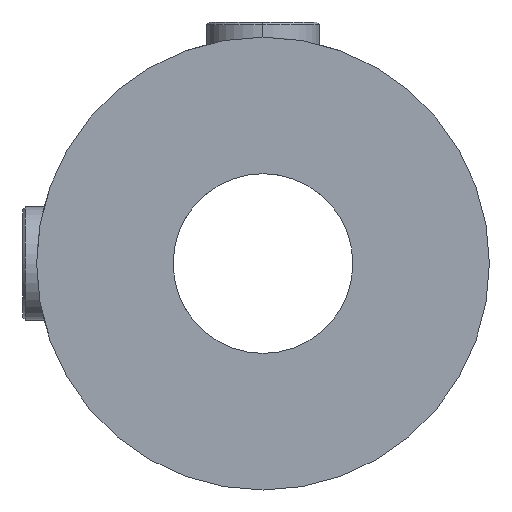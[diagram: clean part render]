
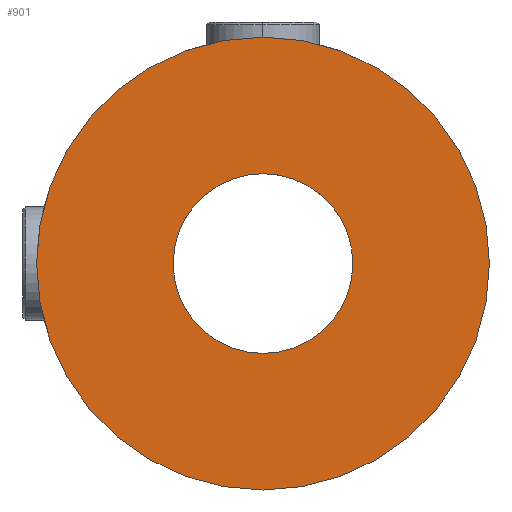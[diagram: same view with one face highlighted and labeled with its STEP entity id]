
A CAD part, left-side view. The second image highlights one B-rep face of the part: STEP entity #901.
In plain terms, the highlighted planar face has unit normal (-1, 0, 0).
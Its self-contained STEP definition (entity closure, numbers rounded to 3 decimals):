
#190 = DIRECTION ( 'NONE',  ( 1., 0., 0. ) ) ;
#220 = ORIENTED_EDGE ( 'NONE', *, *, #2890, .F. ) ;
#222 = AXIS2_PLACEMENT_3D ( 'NONE', #985, #3612, #1555 ) ;
#534 = EDGE_CURVE ( 'NONE', #835, #2410, #2886, .T. ) ;
#770 = CARTESIAN_POINT ( 'NONE',  ( 0., 0., 8. ) ) ;
#785 = DIRECTION ( 'NONE',  ( 0., 0., -1. ) ) ;
#835 = VERTEX_POINT ( 'NONE', #770 ) ;
#893 = DIRECTION ( 'NONE',  ( 0., 0., -1. ) ) ;
#901 = ADVANCED_FACE ( 'NONE', ( #2307, #1859 ), #5586, .T. ) ;
#985 = CARTESIAN_POINT ( 'NONE',  ( 0., 0., 0. ) ) ;
#1035 = DIRECTION ( 'NONE',  ( 0., 0., 1. ) ) ;
#1243 = CARTESIAN_POINT ( 'NONE',  ( 0., 0., -3.175 ) ) ;
#1262 = DIRECTION ( 'NONE',  ( 1., 0., 0. ) ) ;
#1332 = VERTEX_POINT ( 'NONE', #1243 ) ;
#1511 = EDGE_CURVE ( 'NONE', #1332, #4938, #2096, .T. ) ;
#1555 = DIRECTION ( 'NONE',  ( 0., 0., -1. ) ) ;
#1859 = FACE_OUTER_BOUND ( 'NONE', #2197, .T. ) ;
#1899 = CIRCLE ( 'NONE', #4950, 8. ) ;
#2096 = CIRCLE ( 'NONE', #5646, 3.175 ) ;
#2197 = EDGE_LOOP ( 'NONE', ( #220, #5478 ) ) ;
#2307 = FACE_BOUND ( 'NONE', #2629, .T. ) ;
#2410 = VERTEX_POINT ( 'NONE', #5663 ) ;
#2524 = CIRCLE ( 'NONE', #4122, 3.175 ) ;
#2563 = CARTESIAN_POINT ( 'NONE',  ( 0., 0., 0. ) ) ;
#2629 = EDGE_LOOP ( 'NONE', ( #3864, #5764 ) ) ;
#2765 = DIRECTION ( 'NONE',  ( 1., 0., 0. ) ) ;
#2867 = CARTESIAN_POINT ( 'NONE',  ( 0., 0., 3.175 ) ) ;
#2886 = CIRCLE ( 'NONE', #222, 8. ) ;
#2890 = EDGE_CURVE ( 'NONE', #2410, #835, #1899, .T. ) ;
#3251 = CARTESIAN_POINT ( 'NONE',  ( 0., 0., 0. ) ) ;
#3291 = AXIS2_PLACEMENT_3D ( 'NONE', #5617, #5810, #1035 ) ;
#3612 = DIRECTION ( 'NONE',  ( 1., 0., 0. ) ) ;
#3864 = ORIENTED_EDGE ( 'NONE', *, *, #1511, .T. ) ;
#4122 = AXIS2_PLACEMENT_3D ( 'NONE', #3251, #1262, #893 ) ;
#4938 = VERTEX_POINT ( 'NONE', #2867 ) ;
#4950 = AXIS2_PLACEMENT_3D ( 'NONE', #5115, #2765, #785 ) ;
#5029 = DIRECTION ( 'NONE',  ( 0., 0., -1. ) ) ;
#5115 = CARTESIAN_POINT ( 'NONE',  ( 0., 0., 0. ) ) ;
#5478 = ORIENTED_EDGE ( 'NONE', *, *, #534, .F. ) ;
#5586 = PLANE ( 'NONE',  #3291 ) ;
#5617 = CARTESIAN_POINT ( 'NONE',  ( 0., 3.175, 0. ) ) ;
#5646 = AXIS2_PLACEMENT_3D ( 'NONE', #2563, #190, #5029 ) ;
#5663 = CARTESIAN_POINT ( 'NONE',  ( 0., 0., -8. ) ) ;
#5764 = ORIENTED_EDGE ( 'NONE', *, *, #6225, .T. ) ;
#5810 = DIRECTION ( 'NONE',  ( -1., 0., 0. ) ) ;
#6225 = EDGE_CURVE ( 'NONE', #4938, #1332, #2524, .T. ) ;
